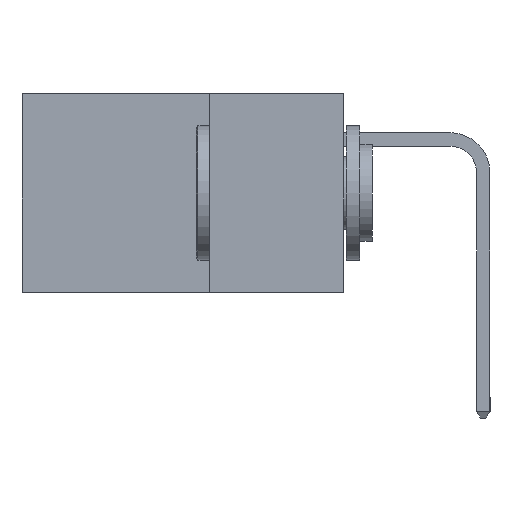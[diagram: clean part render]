
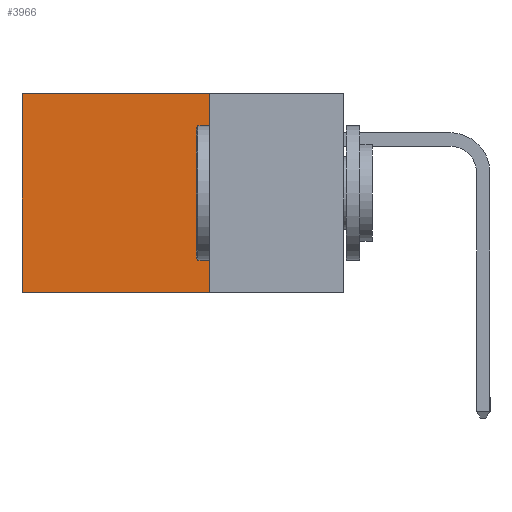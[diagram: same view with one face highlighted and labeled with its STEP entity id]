
A CAD part, left-side view. The second image highlights one B-rep face of the part: STEP entity #3966.
In plain terms, the highlighted planar face has unit normal (-1, 0, 0).
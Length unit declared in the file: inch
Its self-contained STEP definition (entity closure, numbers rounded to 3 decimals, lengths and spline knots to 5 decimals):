
#552 = VECTOR ( 'NONE', #8528, 39.37008 ) ;
#563 = VERTEX_POINT ( 'NONE', #11487 ) ;
#1494 = LINE ( 'NONE', #16565, #6309 ) ;
#1929 = LINE ( 'NONE', #14926, #10999 ) ;
#3741 = DIRECTION ( 'NONE',  ( 0., 0., -1. ) ) ;
#3771 = DIRECTION ( 'NONE',  ( 1., 0., 0. ) ) ;
#3966 = ADVANCED_FACE ( 'NONE', ( #6637 ), #4363, .F. ) ;
#3979 = CARTESIAN_POINT ( 'NONE',  ( 0.2615, 0.25, -0.37 ) ) ;
#4119 = DIRECTION ( 'NONE',  ( 0., 0., -1. ) ) ;
#4363 = PLANE ( 'NONE',  #13015 ) ;
#5810 = DIRECTION ( 'NONE',  ( 0., 1., 0. ) ) ;
#5849 = VERTEX_POINT ( 'NONE', #13088 ) ;
#5945 = ORIENTED_EDGE ( 'NONE', *, *, #12756, .F. ) ;
#6309 = VECTOR ( 'NONE', #5810, 39.37008 ) ;
#6637 = FACE_OUTER_BOUND ( 'NONE', #10011, .T. ) ;
#6942 = VERTEX_POINT ( 'NONE', #15741 ) ;
#7700 = LINE ( 'NONE', #17761, #17802 ) ;
#8528 = DIRECTION ( 'NONE',  ( 0., 1., 0. ) ) ;
#8605 = ORIENTED_EDGE ( 'NONE', *, *, #13028, .T. ) ;
#8700 = VERTEX_POINT ( 'NONE', #9768 ) ;
#9054 = ORIENTED_EDGE ( 'NONE', *, *, #9987, .T. ) ;
#9768 = CARTESIAN_POINT ( 'NONE',  ( 0.2615, 0.6, -0.37 ) ) ;
#9987 = EDGE_CURVE ( 'NONE', #563, #8700, #7700, .T. ) ;
#10011 = EDGE_LOOP ( 'NONE', ( #9054, #17263, #5945, #8605 ) ) ;
#10999 = VECTOR ( 'NONE', #4119, 39.37008 ) ;
#11487 = CARTESIAN_POINT ( 'NONE',  ( 0.2615, 0.6, 0. ) ) ;
#12756 = EDGE_CURVE ( 'NONE', #6942, #5849, #1929, .T. ) ;
#13015 = AXIS2_PLACEMENT_3D ( 'NONE', #3979, #3771, #3741 ) ;
#13028 = EDGE_CURVE ( 'NONE', #6942, #563, #19628, .T. ) ;
#13088 = CARTESIAN_POINT ( 'NONE',  ( 0.2615, 0.25, -0.37 ) ) ;
#14367 = EDGE_CURVE ( 'NONE', #5849, #8700, #1494, .T. ) ;
#14926 = CARTESIAN_POINT ( 'NONE',  ( 0.2615, 0.25, -0.37 ) ) ;
#15741 = CARTESIAN_POINT ( 'NONE',  ( 0.2615, 0.25, 0. ) ) ;
#16565 = CARTESIAN_POINT ( 'NONE',  ( 0.2615, 0.25, -0.37 ) ) ;
#17263 = ORIENTED_EDGE ( 'NONE', *, *, #14367, .F. ) ;
#17661 = DIRECTION ( 'NONE',  ( 0., 0., -1. ) ) ;
#17761 = CARTESIAN_POINT ( 'NONE',  ( 0.2615, 0.6, -0.37 ) ) ;
#17802 = VECTOR ( 'NONE', #17661, 39.37008 ) ;
#19264 = CARTESIAN_POINT ( 'NONE',  ( 0.2615, 0.25, 0. ) ) ;
#19628 = LINE ( 'NONE', #19264, #552 ) ;
